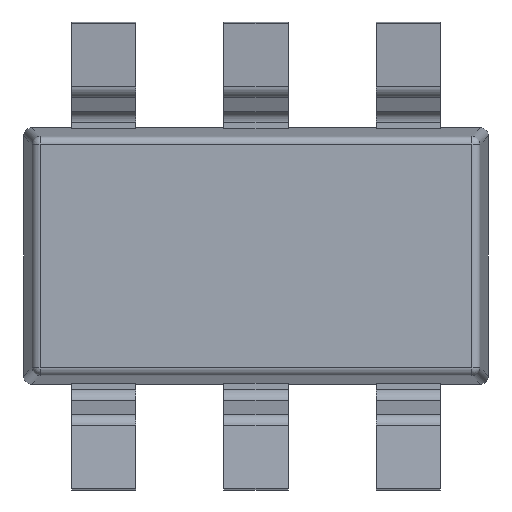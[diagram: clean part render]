
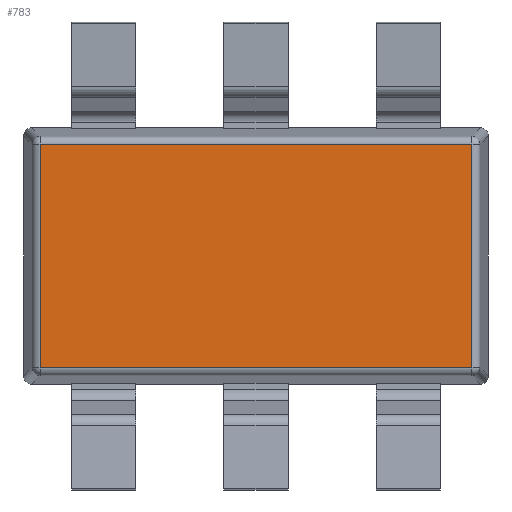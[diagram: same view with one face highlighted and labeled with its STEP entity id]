
A CAD part, front view. The second image highlights one B-rep face of the part: STEP entity #783.
In plain terms, the highlighted planar face has unit normal (0, -1, 0).
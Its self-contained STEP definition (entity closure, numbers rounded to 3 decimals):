
#87 = CARTESIAN_POINT ( 'NONE',  ( 1.347, 0.15, -0.697 ) ) ;
#312 = LINE ( 'NONE', #1964, #2789 ) ;
#409 = AXIS2_PLACEMENT_3D ( 'NONE', #4470, #2343, #1622 ) ;
#493 = VERTEX_POINT ( 'NONE', #4342 ) ;
#638 = CARTESIAN_POINT ( 'NONE',  ( 0., 0.15, -0.697 ) ) ;
#656 = CARTESIAN_POINT ( 'NONE',  ( 1.347, 0.15, 0.697 ) ) ;
#783 = ADVANCED_FACE ( 'NONE', ( #1978 ), #3781, .T. ) ;
#1063 = CARTESIAN_POINT ( 'NONE',  ( 0., 0.15, 0.697 ) ) ;
#1357 = EDGE_CURVE ( 'NONE', #493, #3900, #2977, .T. ) ;
#1398 = DIRECTION ( 'NONE',  ( -1., 0., 0. ) ) ;
#1481 = EDGE_CURVE ( 'NONE', #3900, #1614, #3871, .T. ) ;
#1570 = EDGE_CURVE ( 'NONE', #1614, #2508, #3438, .T. ) ;
#1614 = VERTEX_POINT ( 'NONE', #656 ) ;
#1622 = DIRECTION ( 'NONE',  ( 0., 0., -1. ) ) ;
#1964 = CARTESIAN_POINT ( 'NONE',  ( -1.347, 0.15, 0. ) ) ;
#1978 = FACE_OUTER_BOUND ( 'NONE', #2516, .T. ) ;
#2343 = DIRECTION ( 'NONE',  ( 0., -1., 0. ) ) ;
#2375 = ORIENTED_EDGE ( 'NONE', *, *, #1481, .T. ) ;
#2406 = DIRECTION ( 'NONE',  ( 1., 0., 0. ) ) ;
#2422 = VECTOR ( 'NONE', #2406, 1000. ) ;
#2475 = VECTOR ( 'NONE', #1398, 1000. ) ;
#2508 = VERTEX_POINT ( 'NONE', #4284 ) ;
#2516 = EDGE_LOOP ( 'NONE', ( #2757, #3250, #2375, #3844 ) ) ;
#2757 = ORIENTED_EDGE ( 'NONE', *, *, #4033, .T. ) ;
#2789 = VECTOR ( 'NONE', #3069, 1000. ) ;
#2977 = LINE ( 'NONE', #638, #2422 ) ;
#3069 = DIRECTION ( 'NONE',  ( 0., 0., -1. ) ) ;
#3250 = ORIENTED_EDGE ( 'NONE', *, *, #1357, .T. ) ;
#3317 = DIRECTION ( 'NONE',  ( 0., 0., 1. ) ) ;
#3438 = LINE ( 'NONE', #1063, #2475 ) ;
#3781 = PLANE ( 'NONE',  #409 ) ;
#3844 = ORIENTED_EDGE ( 'NONE', *, *, #1570, .T. ) ;
#3871 = LINE ( 'NONE', #4040, #3930 ) ;
#3900 = VERTEX_POINT ( 'NONE', #87 ) ;
#3930 = VECTOR ( 'NONE', #3317, 1000. ) ;
#4033 = EDGE_CURVE ( 'NONE', #2508, #493, #312, .T. ) ;
#4040 = CARTESIAN_POINT ( 'NONE',  ( 1.347, 0.15, 0. ) ) ;
#4284 = CARTESIAN_POINT ( 'NONE',  ( -1.347, 0.15, 0.697 ) ) ;
#4342 = CARTESIAN_POINT ( 'NONE',  ( -1.347, 0.15, -0.697 ) ) ;
#4470 = CARTESIAN_POINT ( 'NONE',  ( 0., 0.15, 0. ) ) ;
